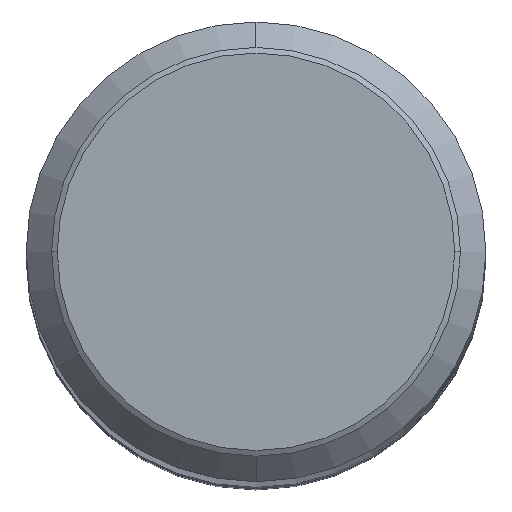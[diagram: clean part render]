
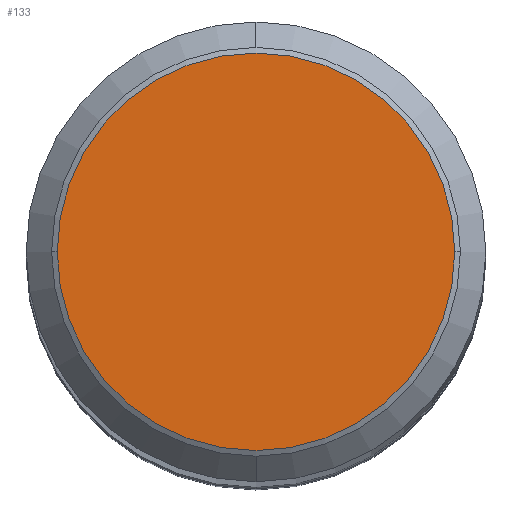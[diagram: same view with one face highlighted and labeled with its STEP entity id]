
A CAD part, top view. The second image highlights one B-rep face of the part: STEP entity #133.
In plain terms, the highlighted planar face has unit normal (0, 0, 1).
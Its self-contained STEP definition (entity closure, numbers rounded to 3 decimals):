
#133=ADVANCED_FACE('',(#327),#328,.T.);
#169=EDGE_CURVE('',#217,#185,#368,.T.);
#171=EDGE_CURVE('',#185,#217,#370,.T.);
#185=VERTEX_POINT('',#385);
#217=VERTEX_POINT('',#421);
#327=FACE_OUTER_BOUND('',#537,.T.);
#328=PLANE('',#538);
#368=CIRCLE('',#592,10.376);
#370=CIRCLE('',#595,10.376);
#385=CARTESIAN_POINT('',(10.376,0.,216.5));
#421=CARTESIAN_POINT('',(-10.376,0.,216.5));
#537=EDGE_LOOP('',(#803,#804));
#538=AXIS2_PLACEMENT_3D('',#805,#806,#807);
#592=AXIS2_PLACEMENT_3D('',#866,#867,#868);
#595=AXIS2_PLACEMENT_3D('',#869,#870,#871);
#803=ORIENTED_EDGE('',*,*,#169,.T.);
#804=ORIENTED_EDGE('',*,*,#171,.T.);
#805=CARTESIAN_POINT('',(0.,-5.25,216.5));
#806=DIRECTION('',(0.0,0.0,1.0));
#807=DIRECTION('',(0.,-1.0,0.0));
#866=CARTESIAN_POINT('',(0.,0.0,216.5));
#867=DIRECTION('',(0.0,0.0,1.0));
#868=DIRECTION('',(-1.0,0.,0.0));
#869=CARTESIAN_POINT('',(0.,0.0,216.5));
#870=DIRECTION('',(0.0,0.0,1.0));
#871=DIRECTION('',(-1.0,0.,0.0));
